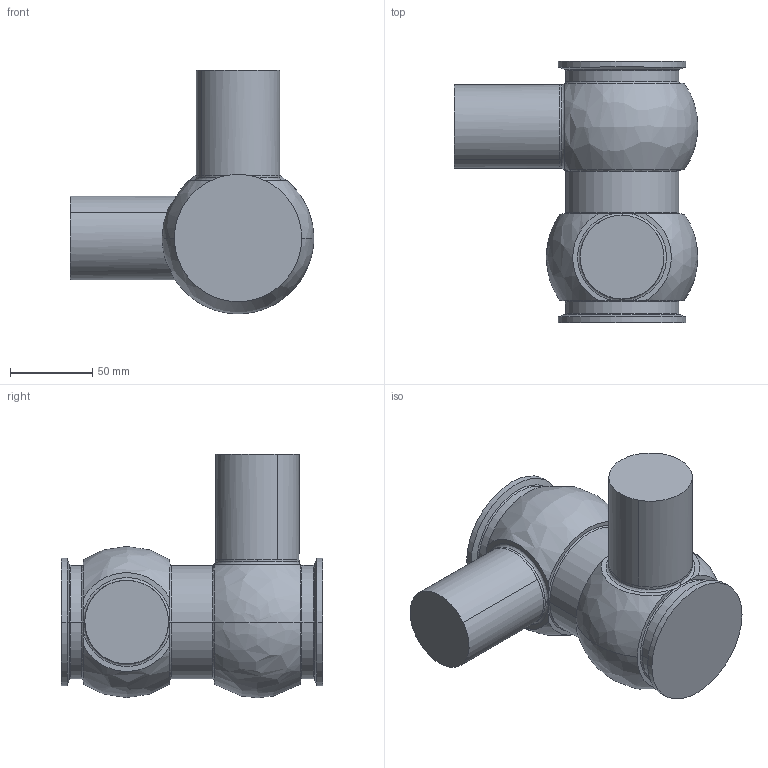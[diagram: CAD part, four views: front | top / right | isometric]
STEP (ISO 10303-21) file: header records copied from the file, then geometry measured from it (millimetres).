
FILE_DESCRIPTION (( 'STEP AP214' ), '1' );
FILE_NAME ('130764.STEP', '2018-05-09T17:43:41', ( '' ), ( '' ), 'SwSTEP 2.0', 'SolidWorks 2014', '' );
FILE_SCHEMA (( 'AUTOMOTIVE_DESIGN' ));
Length unit declared in the file: inch
Products named in the file (1): 130764
Bounding box: 148.01 x 159.05 x 148.01 mm (x, y, z)
Volume: 1072611.2 mm3; surface area: 76108.7 mm2
Topology: 1 solids, 1 shells, 59 faces, 150 edges, 87 vertices
Faces by surface type: bspline 21, cylinder 18, plane 16, cone 4
Entity records: 3402 total; most frequent: CARTESIAN_POINT 2112, ORIENTED_EDGE 288, DIRECTION 240, EDGE_CURVE 144, AXIS2_PLACEMENT_3D 105, VERTEX_POINT 87, CIRCLE 66, EDGE_LOOP 59
